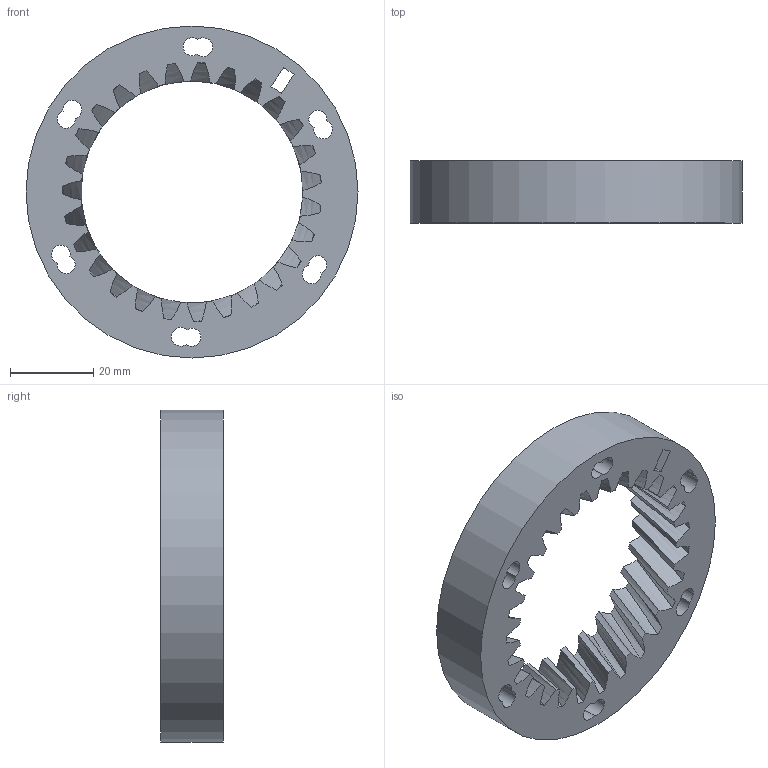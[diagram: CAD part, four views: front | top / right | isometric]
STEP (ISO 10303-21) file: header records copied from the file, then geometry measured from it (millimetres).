
FILE_DESCRIPTION(/* description */ ('STEP AP214'),/* implementation_level */ '2;1');
FILE_NAME(/* name */ '6819422a50d50a4ee4875aa0',/* time_stamp */ '2025-05-05T22:56:43Z',/* author */ (''),/* organization */ (''),/* preprocessor_version */ 'ST-DEVELOPER v20',/* originating_system */ 'ONSHAPE BY PTC INC, 1.197',/* authorisation */ ' ');
FILE_SCHEMA (('AUTOMOTIVE_DESIGN {1 0 10303 214 3 1 1}'));
Length unit declared in the file: metre
Products named in the file (1): Part 1
Bounding box: 80 x 15 x 80 mm (x, y, z)
Volume: 32791.7 mm3; surface area: 15668.5 mm2
Topology: 1 solids, 1 shells, 127 faces, 375 edges, 250 vertices
Faces by surface type: cylinder 67, bspline 54, plane 6
Full cylindrical faces by diameter (mm): 80 x1
Entity records: 6419 total; most frequent: CARTESIAN_POINT 3506, ORIENTED_EDGE 748, DIRECTION 386, EDGE_CURVE 374, VERTEX_POINT 250, B_SPLINE_CURVE_WITH_KNOTS 243, AXIS2_PLACEMENT_3D 181, EDGE_LOOP 144
